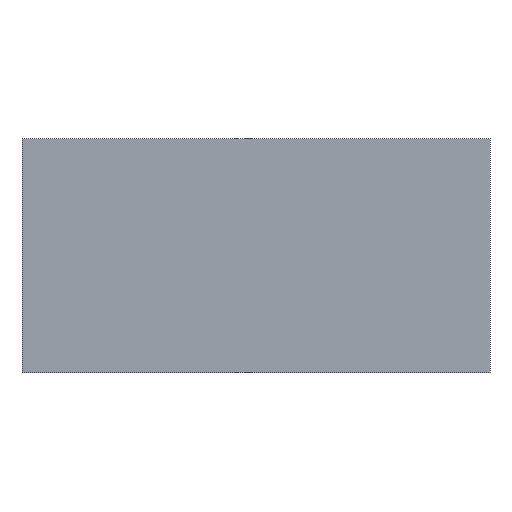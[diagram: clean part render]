
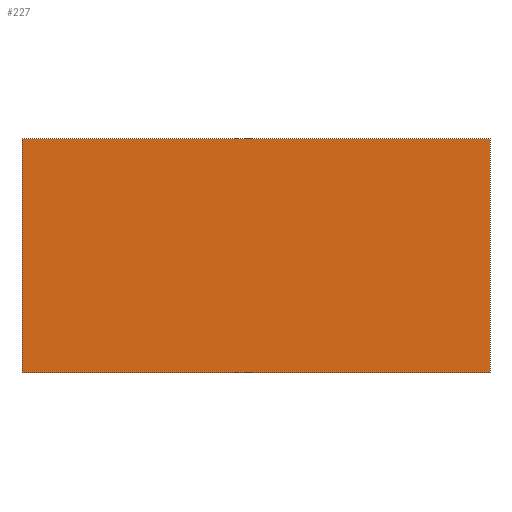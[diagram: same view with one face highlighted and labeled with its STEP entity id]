
A CAD part, front view. The second image highlights one B-rep face of the part: STEP entity #227.
In plain terms, the highlighted planar face has unit normal (0, -1, 0).
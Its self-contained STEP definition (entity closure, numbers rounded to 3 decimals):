
#55=FACE_OUTER_BOUND('',#67,.T.);
#67=EDGE_LOOP('',(#167,#168,#169,#170));
#79=LINE('',#333,#103);
#80=LINE('',#335,#104);
#81=LINE('',#337,#105);
#82=LINE('',#338,#106);
#103=VECTOR('',#279,10.);
#104=VECTOR('',#280,10.);
#105=VECTOR('',#281,10.);
#106=VECTOR('',#282,10.);
#127=VERTEX_POINT('',#331);
#128=VERTEX_POINT('',#332);
#129=VERTEX_POINT('',#334);
#130=VERTEX_POINT('',#336);
#143=EDGE_CURVE('',#127,#128,#79,.T.);
#144=EDGE_CURVE('',#128,#129,#80,.T.);
#145=EDGE_CURVE('',#129,#130,#81,.T.);
#146=EDGE_CURVE('',#130,#127,#82,.T.);
#167=ORIENTED_EDGE('',*,*,#143,.T.);
#168=ORIENTED_EDGE('',*,*,#144,.T.);
#169=ORIENTED_EDGE('',*,*,#145,.T.);
#170=ORIENTED_EDGE('',*,*,#146,.T.);
#215=PLANE('',#261);
#227=ADVANCED_FACE('',(#55),#215,.T.);
#261=AXIS2_PLACEMENT_3D('',#330,#277,#278);
#277=DIRECTION('center_axis',(0.,-1.,0.));
#278=DIRECTION('ref_axis',(0.,0.,-1.));
#279=DIRECTION('',(-1.,0.,0.));
#280=DIRECTION('',(0.,0.,-1.));
#281=DIRECTION('',(1.,0.,0.));
#282=DIRECTION('',(0.,0.,1.));
#330=CARTESIAN_POINT('Origin',(0.,-12.5,0.));
#331=CARTESIAN_POINT('',(50.,-12.5,25.));
#332=CARTESIAN_POINT('',(-50.,-12.5,25.));
#333=CARTESIAN_POINT('',(-50.,-12.5,25.));
#334=CARTESIAN_POINT('',(-50.,-12.5,-25.));
#335=CARTESIAN_POINT('',(-50.,-12.5,-25.));
#336=CARTESIAN_POINT('',(50.,-12.5,-25.));
#337=CARTESIAN_POINT('',(50.,-12.5,-25.));
#338=CARTESIAN_POINT('',(50.,-12.5,25.));
